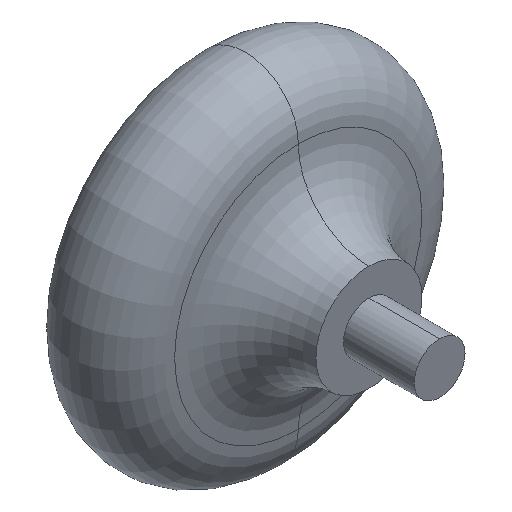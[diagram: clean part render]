
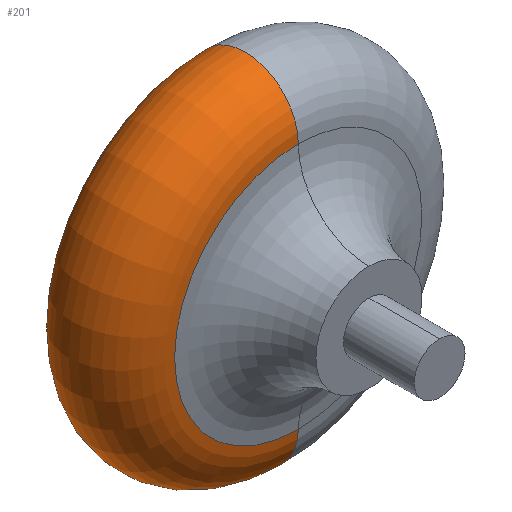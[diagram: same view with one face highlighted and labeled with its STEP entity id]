
A CAD part, isometric view. The second image highlights one B-rep face of the part: STEP entity #201.
In plain terms, the highlighted toroidal (fillet/blend) face has major radius 11.113 mm and minor radius 4.763 mm.
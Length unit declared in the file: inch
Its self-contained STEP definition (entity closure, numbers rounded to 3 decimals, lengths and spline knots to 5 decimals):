
#6 = ORIENTED_EDGE ( 'NONE', *, *, #248, .T. ) ;
#27 = EDGE_CURVE ( 'NONE', #105, #143, #164, .T. ) ;
#38 = ORIENTED_EDGE ( 'NONE', *, *, #99, .F. ) ;
#42 = AXIS2_PLACEMENT_3D ( 'NONE', #188, #100, #137 ) ;
#47 = CARTESIAN_POINT ( 'NONE',  ( 0., 0.5, 0. ) ) ;
#49 = TOROIDAL_SURFACE ( 'NONE', #211, 0.4375, 0.1875 ) ;
#68 = AXIS2_PLACEMENT_3D ( 'NONE', #229, #254, #279 ) ;
#82 = VERTEX_POINT ( 'NONE', #245 ) ;
#88 = DIRECTION ( 'NONE',  ( 0., 0., -1. ) ) ;
#99 = EDGE_CURVE ( 'NONE', #82, #143, #246, .T. ) ;
#100 = DIRECTION ( 'NONE',  ( 1., 0., 0. ) ) ;
#105 = VERTEX_POINT ( 'NONE', #131 ) ;
#109 = CIRCLE ( 'NONE', #68, 0.4375 ) ;
#112 = DIRECTION ( 'NONE',  ( 0., -1., 0. ) ) ;
#115 = DIRECTION ( 'NONE',  ( 0., 0., 1. ) ) ;
#117 = AXIS2_PLACEMENT_3D ( 'NONE', #47, #112, #88 ) ;
#123 = CARTESIAN_POINT ( 'NONE',  ( 0., 0.6875, 0. ) ) ;
#131 = CARTESIAN_POINT ( 'NONE',  ( 0., 0.875, -0.4375 ) ) ;
#133 = CARTESIAN_POINT ( 'NONE',  ( 0., 0.5, -0.4375 ) ) ;
#137 = DIRECTION ( 'NONE',  ( 0., 0., -1. ) ) ;
#143 = VERTEX_POINT ( 'NONE', #133 ) ;
#148 = VERTEX_POINT ( 'NONE', #203 ) ;
#152 = CIRCLE ( 'NONE', #42, 0.1875 ) ;
#153 = CARTESIAN_POINT ( 'NONE',  ( 0., 0.6875, -0.4375 ) ) ;
#162 = DIRECTION ( 'NONE',  ( 0., 0., -1. ) ) ;
#164 = CIRCLE ( 'NONE', #264, 0.1875 ) ;
#167 = ORIENTED_EDGE ( 'NONE', *, *, #27, .T. ) ;
#182 = FACE_OUTER_BOUND ( 'NONE', #189, .T. ) ;
#186 = DIRECTION ( 'NONE',  ( 0., -1., 0. ) ) ;
#188 = CARTESIAN_POINT ( 'NONE',  ( 0., 0.6875, 0.4375 ) ) ;
#189 = EDGE_LOOP ( 'NONE', ( #207, #6, #167, #38 ) ) ;
#201 = ADVANCED_FACE ( 'NONE', ( #182 ), #49, .T. ) ;
#203 = CARTESIAN_POINT ( 'NONE',  ( 0., 0.875, 0.4375 ) ) ;
#207 = ORIENTED_EDGE ( 'NONE', *, *, #226, .F. ) ;
#211 = AXIS2_PLACEMENT_3D ( 'NONE', #123, #186, #162 ) ;
#226 = EDGE_CURVE ( 'NONE', #148, #82, #152, .T. ) ;
#227 = DIRECTION ( 'NONE',  ( -1., 0., 0. ) ) ;
#229 = CARTESIAN_POINT ( 'NONE',  ( 0., 0.875, 0. ) ) ;
#245 = CARTESIAN_POINT ( 'NONE',  ( 0., 0.5, 0.4375 ) ) ;
#246 = CIRCLE ( 'NONE', #117, 0.4375 ) ;
#248 = EDGE_CURVE ( 'NONE', #148, #105, #109, .T. ) ;
#254 = DIRECTION ( 'NONE',  ( 0., -1., 0. ) ) ;
#264 = AXIS2_PLACEMENT_3D ( 'NONE', #153, #227, #115 ) ;
#279 = DIRECTION ( 'NONE',  ( 0., 0., -1. ) ) ;
